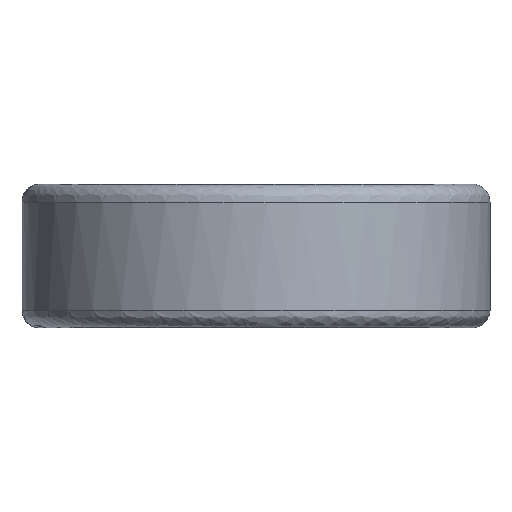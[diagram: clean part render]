
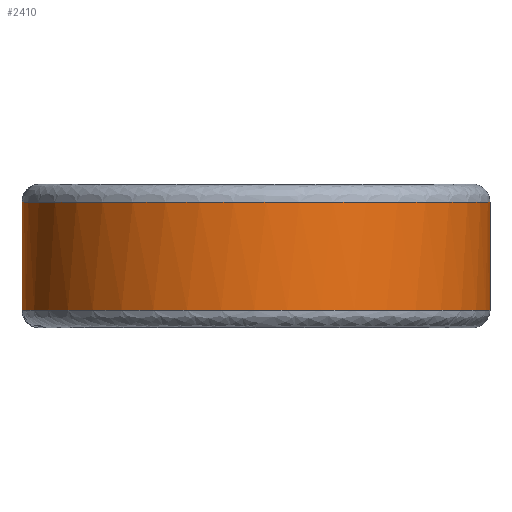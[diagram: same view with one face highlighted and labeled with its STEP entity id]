
A CAD part, front view. The second image highlights one B-rep face of the part: STEP entity #2410.
In plain terms, the highlighted free-form (B-spline) face has degree [2, 1] with [5, 2] control points.
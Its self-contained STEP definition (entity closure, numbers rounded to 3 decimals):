
#704 = VERTEX_POINT('',#705);
#705 = CARTESIAN_POINT('',(-54.905,-91.679,12.673
    ));
#719 = VERTEX_POINT('',#720);
#720 = CARTESIAN_POINT('',(-54.905,-91.679,
    -12.673));
#726 = EDGE_CURVE('',#704,#719,#727,.T.);
#727 = B_SPLINE_CURVE_WITH_KNOTS('',1,(#728,#729),.UNSPECIFIED.,.F.,.F.,
  (2,2),(5.,35.),.PIECEWISE_BEZIER_KNOTS.);
#728 = CARTESIAN_POINT('',(-54.905,-91.679,12.673
    ));
#729 = CARTESIAN_POINT('',(-54.905,-91.679,
    -12.673));
#820 = EDGE_CURVE('',#821,#704,#823,.T.);
#821 = VERTEX_POINT('',#822);
#822 = CARTESIAN_POINT('',(54.895,-89.698,
    12.673));
#823 = ( BOUNDED_CURVE() B_SPLINE_CURVE(2,(#824,#825,#826,#827,#828),
.UNSPECIFIED.,.F.,.F.) B_SPLINE_CURVE_WITH_KNOTS((3,2,3),(0.,
1.553,3.106),.PIECEWISE_BEZIER_KNOTS.) CURVE() 
GEOMETRIC_REPRESENTATION_ITEM() RATIONAL_B_SPLINE_CURVE((1.,
0.713,1.,0.713,1.)) REPRESENTATION_ITEM('') );
#824 = CARTESIAN_POINT('',(54.895,-89.698,
    12.673));
#825 = CARTESIAN_POINT('',(54.895,-143.635,
    12.673));
#826 = CARTESIAN_POINT('',(0.968,-144.607,12.673
    ));
#827 = CARTESIAN_POINT('',(-52.96,-145.58,12.673
    ));
#828 = CARTESIAN_POINT('',(-54.905,-91.679,12.673
    ));
#973 = VERTEX_POINT('',#974);
#974 = CARTESIAN_POINT('',(54.895,-89.698,
    -12.673));
#980 = EDGE_CURVE('',#719,#973,#981,.T.);
#981 = ( BOUNDED_CURVE() B_SPLINE_CURVE(2,(#982,#983,#984,#985,#986),
.UNSPECIFIED.,.F.,.F.) B_SPLINE_CURVE_WITH_KNOTS((3,2,3),(3.178
,4.73,6.283),.PIECEWISE_BEZIER_KNOTS.) CURVE() 
GEOMETRIC_REPRESENTATION_ITEM() RATIONAL_B_SPLINE_CURVE((1.,
0.713,1.,0.713,1.)) REPRESENTATION_ITEM('') );
#982 = CARTESIAN_POINT('',(-54.905,-91.679,
    -12.673));
#983 = CARTESIAN_POINT('',(-52.96,-145.58,
    -12.673));
#984 = CARTESIAN_POINT('',(0.968,-144.607,
    -12.673));
#985 = CARTESIAN_POINT('',(54.895,-143.635,
    -12.673));
#986 = CARTESIAN_POINT('',(54.895,-89.698,
    -12.673));
#2410 = ADVANCED_FACE('',(#2411),#2437,.T.);
#2411 = FACE_BOUND('',#2412,.T.);
#2412 = EDGE_LOOP('',(#2413,#2421,#2422,#2423,#2424,#2432));
#2413 = ORIENTED_EDGE('',*,*,#2414,.T.);
#2414 = EDGE_CURVE('',#2415,#821,#2417,.T.);
#2415 = VERTEX_POINT('',#2416);
#2416 = CARTESIAN_POINT('',(43.556,-56.279,
    12.673));
#2417 = ( BOUNDED_CURVE() B_SPLINE_CURVE(2,(#2418,#2419,#2420),
.UNSPECIFIED.,.F.,.F.) B_SPLINE_CURVE_WITH_KNOTS((3,3),(5.629,
6.283),.PIECEWISE_BEZIER_KNOTS.) CURVE() 
GEOMETRIC_REPRESENTATION_ITEM() RATIONAL_B_SPLINE_CURVE((1.,
0.947,1.)) REPRESENTATION_ITEM('') );
#2418 = CARTESIAN_POINT('',(43.556,-56.279,
    12.673));
#2419 = CARTESIAN_POINT('',(54.895,-71.065,
    12.673));
#2420 = CARTESIAN_POINT('',(54.895,-89.698,
    12.673));
#2421 = ORIENTED_EDGE('',*,*,#820,.T.);
#2422 = ORIENTED_EDGE('',*,*,#726,.T.);
#2423 = ORIENTED_EDGE('',*,*,#980,.T.);
#2424 = ORIENTED_EDGE('',*,*,#2425,.T.);
#2425 = EDGE_CURVE('',#973,#2426,#2428,.T.);
#2426 = VERTEX_POINT('',#2427);
#2427 = CARTESIAN_POINT('',(43.556,-56.279,
    -12.673));
#2428 = ( BOUNDED_CURVE() B_SPLINE_CURVE(2,(#2429,#2430,#2431),
.UNSPECIFIED.,.F.,.F.) B_SPLINE_CURVE_WITH_KNOTS((3,3),(0.,
0.654),.PIECEWISE_BEZIER_KNOTS.) CURVE() 
GEOMETRIC_REPRESENTATION_ITEM() RATIONAL_B_SPLINE_CURVE((1.,
0.947,1.)) REPRESENTATION_ITEM('') );
#2429 = CARTESIAN_POINT('',(54.895,-89.698,
    -12.673));
#2430 = CARTESIAN_POINT('',(54.895,-71.065,
    -12.673));
#2431 = CARTESIAN_POINT('',(43.556,-56.279,
    -12.673));
#2432 = ORIENTED_EDGE('',*,*,#2433,.F.);
#2433 = EDGE_CURVE('',#2415,#2426,#2434,.T.);
#2434 = B_SPLINE_CURVE_WITH_KNOTS('',1,(#2435,#2436),.UNSPECIFIED.,.F.,
  .F.,(2,2),(5.,35.),.PIECEWISE_BEZIER_KNOTS.);
#2435 = CARTESIAN_POINT('',(43.556,-56.279,
    12.673));
#2436 = CARTESIAN_POINT('',(43.556,-56.279,
    -12.673));
#2437 = ( BOUNDED_SURFACE() B_SPLINE_SURFACE(2,1,(
    (#2438,#2439)
    ,(#2440,#2441)
    ,(#2442,#2443)
    ,(#2444,#2445)
    ,(#2446,#2447
)),.UNSPECIFIED.,.F.,.F.,.F.) B_SPLINE_SURFACE_WITH_KNOTS((3,2,3),(2,2),
  (2.487,4.367,6.247),(5.,35.),
.PIECEWISE_BEZIER_KNOTS.) GEOMETRIC_REPRESENTATION_ITEM() 
RATIONAL_B_SPLINE_SURFACE((
    (1.,1.)
    ,(0.59,0.59)
    ,(1.,1.)
    ,(0.59,0.59)
,(1.,1.))) REPRESENTATION_ITEM('') SURFACE() );
#2438 = CARTESIAN_POINT('',(43.556,-56.279,
    12.673));
#2439 = CARTESIAN_POINT('',(43.556,-56.279,
    -12.673));
#2440 = CARTESIAN_POINT('',(89.308,-115.941,
    12.673));
#2441 = CARTESIAN_POINT('',(89.308,-115.941,
    -12.673));
#2442 = CARTESIAN_POINT('',(18.557,-141.378,
    12.673));
#2443 = CARTESIAN_POINT('',(18.557,-141.378,
    -12.673));
#2444 = CARTESIAN_POINT('',(-52.194,-166.814,
    12.673));
#2445 = CARTESIAN_POINT('',(-52.194,-166.814,
    -12.673));
#2446 = CARTESIAN_POINT('',(-54.905,-91.679,
    12.673));
#2447 = CARTESIAN_POINT('',(-54.905,-91.679,
    -12.673));
